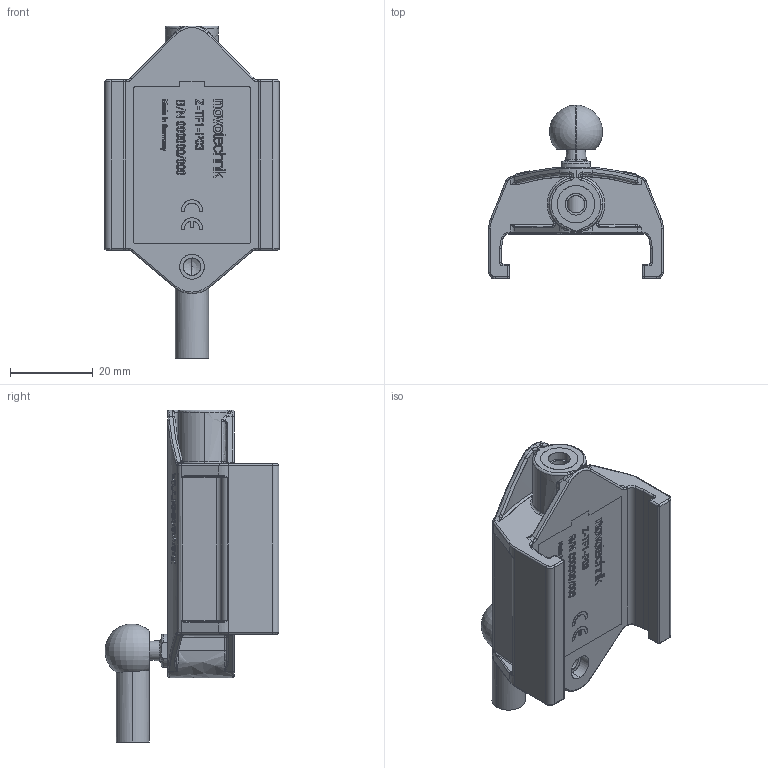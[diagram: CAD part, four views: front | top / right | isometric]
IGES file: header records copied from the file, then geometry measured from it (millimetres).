
Start section: SolidWorks IGES file using analytic representation for surfaces
Global section: file name: Z-TF1-P03.IGS; native system: SolidWorks 2014; preprocessor: SolidWorks 2014; author: thiel; date: 170803.084744; units: millimetre
Bounding box: 42 x 41.9 x 80 mm (x, y, z)
Surface area: 11285.3 mm2 (no closed solid volume)
Topology: 0 solids, 0 shells, 998 faces, 12770 edges, 12739 vertices
Faces by surface type: bspline 840, revolution 158
